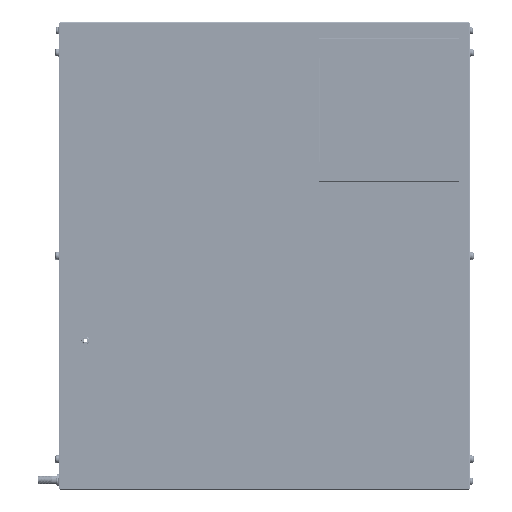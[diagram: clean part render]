
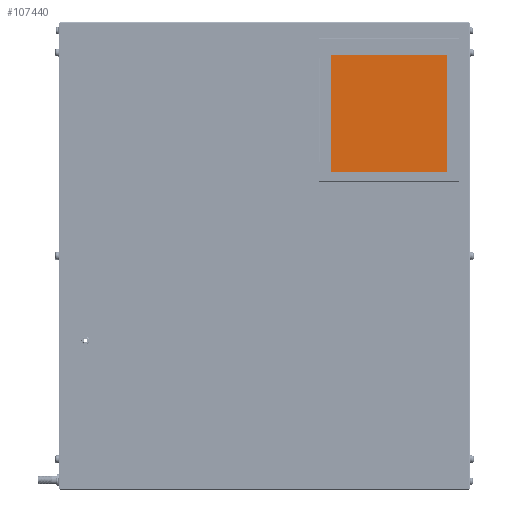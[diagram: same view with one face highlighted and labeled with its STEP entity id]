
A CAD part, top view. The second image highlights one B-rep face of the part: STEP entity #107440.
In plain terms, the highlighted planar face has unit normal (0, 0, 1).
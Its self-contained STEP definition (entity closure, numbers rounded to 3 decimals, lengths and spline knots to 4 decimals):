
#10895 = VECTOR ( 'NONE', #349516, 39.3701 ) ;
#35849 = VERTEX_POINT ( 'NONE', #284463 ) ;
#42440 = AXIS2_PLACEMENT_3D ( 'NONE', #176871, #81866, #205221 ) ;
#52755 = CARTESIAN_POINT ( 'NONE',  ( 9.63, 15.544, 22.9759 ) ) ;
#63476 = CARTESIAN_POINT ( 'NONE',  ( 9.63, 15.544, 22.9759 ) ) ;
#81866 = DIRECTION ( 'NONE',  ( 0., 0., -1. ) ) ;
#83072 = LINE ( 'NONE', #52755, #329470 ) ;
#90245 = LINE ( 'NONE', #213632, #223724 ) ;
#92348 = EDGE_LOOP ( 'NONE', ( #357160, #124415, #243698, #116171 ) ) ;
#107440 = ADVANCED_FACE ( 'NONE', ( #355120 ), #359140, .F. ) ;
#109478 = EDGE_CURVE ( 'NONE', #122387, #366911, #90245, .T. ) ;
#113899 = CARTESIAN_POINT ( 'NONE',  ( 9.63, 15.544, 22.9759 ) ) ;
#116171 = ORIENTED_EDGE ( 'NONE', *, *, #381562, .T. ) ;
#122387 = VERTEX_POINT ( 'NONE', #382306 ) ;
#124394 = VERTEX_POINT ( 'NONE', #63476 ) ;
#124415 = ORIENTED_EDGE ( 'NONE', *, *, #235284, .T. ) ;
#173207 = LINE ( 'NONE', #290792, #10895 ) ;
#176871 = CARTESIAN_POINT ( 'NONE',  ( 9.162, 15.076, 22.9759 ) ) ;
#203202 = VECTOR ( 'NONE', #296131, 39.3701 ) ;
#205221 = DIRECTION ( 'NONE',  ( -1., 0., 0. ) ) ;
#208443 = DIRECTION ( 'NONE',  ( 0., -1., 0. ) ) ;
#213632 = CARTESIAN_POINT ( 'NONE',  ( 15.506, 15.544, 22.9759 ) ) ;
#215623 = DIRECTION ( 'NONE',  ( 0., 1., 0. ) ) ;
#220684 = CARTESIAN_POINT ( 'NONE',  ( 15.506, 21.42, 22.9759 ) ) ;
#223724 = VECTOR ( 'NONE', #215623, 39.3701 ) ;
#235284 = EDGE_CURVE ( 'NONE', #124394, #122387, #391202, .T. ) ;
#243698 = ORIENTED_EDGE ( 'NONE', *, *, #109478, .T. ) ;
#284463 = CARTESIAN_POINT ( 'NONE',  ( 9.63, 21.42, 22.9759 ) ) ;
#290448 = EDGE_CURVE ( 'NONE', #35849, #124394, #83072, .T. ) ;
#290792 = CARTESIAN_POINT ( 'NONE',  ( 9.63, 21.42, 22.9759 ) ) ;
#296131 = DIRECTION ( 'NONE',  ( 1., 0., 0. ) ) ;
#329470 = VECTOR ( 'NONE', #208443, 39.3701 ) ;
#349516 = DIRECTION ( 'NONE',  ( -1., 0., 0. ) ) ;
#355120 = FACE_OUTER_BOUND ( 'NONE', #92348, .T. ) ;
#357160 = ORIENTED_EDGE ( 'NONE', *, *, #290448, .T. ) ;
#359140 = PLANE ( 'NONE',  #42440 ) ;
#366911 = VERTEX_POINT ( 'NONE', #220684 ) ;
#381562 = EDGE_CURVE ( 'NONE', #366911, #35849, #173207, .T. ) ;
#382306 = CARTESIAN_POINT ( 'NONE',  ( 15.506, 15.544, 22.9759 ) ) ;
#391202 = LINE ( 'NONE', #113899, #203202 ) ;
